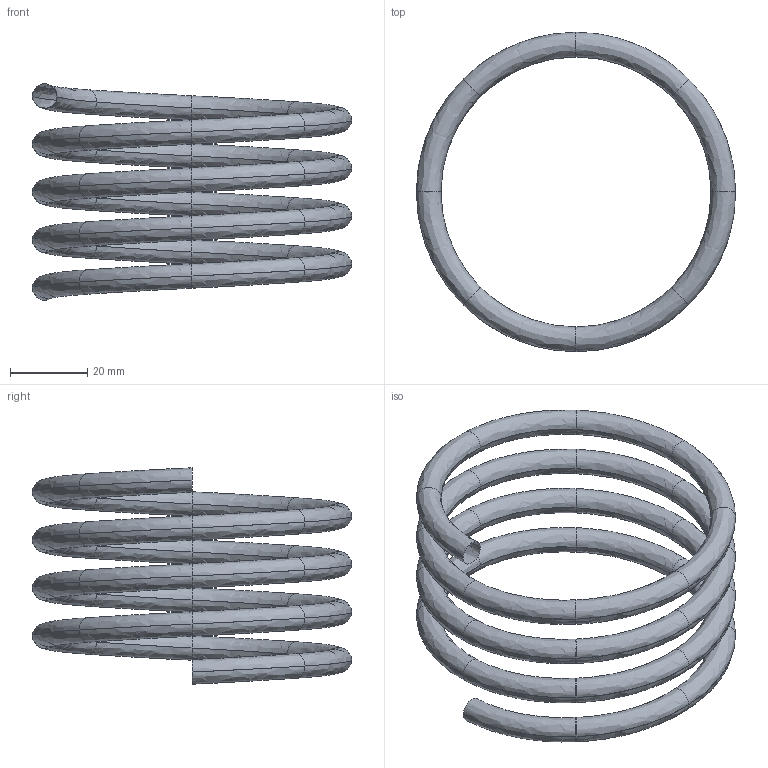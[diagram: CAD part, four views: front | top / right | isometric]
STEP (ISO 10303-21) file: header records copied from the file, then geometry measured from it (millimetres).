
FILE_DESCRIPTION(/* description */ (''),/* implementation_level */ '2;1');
FILE_NAME(/* name */ 'spring_split',/* time_stamp */ '2025-01-23T11:00:11-07:00',/* author */ (''),/* organization */ (''),/* preprocessor_version */ 'ST-DEVELOPER v19.2',/* originating_system */ 'Rhino 8.14',/* authorisation */ '');
FILE_SCHEMA (('CONFIG_CONTROL_DESIGN'));
Length unit declared in the file: metre
Products named in the file (1): Document
Bounding box: 82.55 x 82.55 x 56.02 mm (x, y, z)
Surface area: 19115.3 mm2 (no closed solid volume)
Topology: 0 solids, 64 shells, 64 faces, 256 edges, 256 vertices
Faces by surface type: bspline 64
Entity records: 3612 total; most frequent: CARTESIAN_POINT 1794, DIRECTION 260, ORIENTED_EDGE 256, EDGE_CURVE 256, VERTEX_POINT 256, AXIS2_PLACEMENT_3D 130, TRIMMED_CURVE 128, CIRCLE 128
